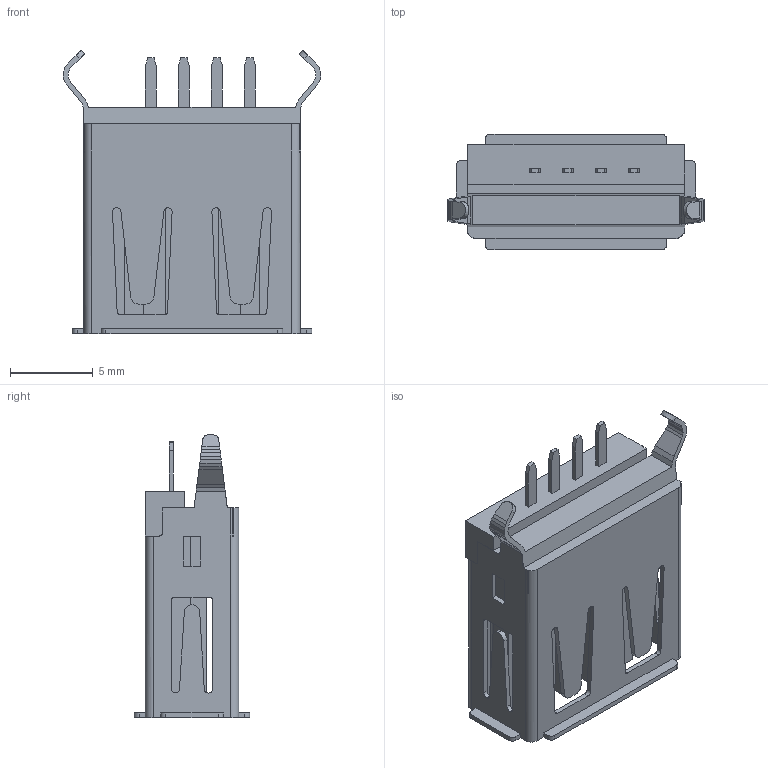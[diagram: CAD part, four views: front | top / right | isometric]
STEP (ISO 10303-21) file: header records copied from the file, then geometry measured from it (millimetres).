
FILE_DESCRIPTION(('STEP AP214'),'1');
FILE_NAME('xb-u221-041n-1wz17-sb.stp','2024-05-26T13:17:44',('TraceParts'),('TraceParts S.A.'),'Spatial InterOp 3D',' ',' ');
FILE_SCHEMA(('AUTOMOTIVE_DESIGN { 1 0 10303 214 1 1 1 1 }'));
Length unit declared in the file: millimetre
Products named in the file (1): xb-u221-041n-1wz17-sb
Bounding box: 15.6 x 6.99 x 17.16 mm (x, y, z)
Volume: 565.9 mm3; surface area: 1450.6 mm2
Topology: 1 solids, 1 shells, 794 faces, 2281 edges, 1519 vertices
Faces by surface type: plane 712, cylinder 79, cone 3
Entity records: 25785 total; most frequent: CARTESIAN_POINT 4769, ORIENTED_EDGE 4562, DIRECTION 4023, EDGE_CURVE 2281, LINE 2111, VECTOR 2111, VERTEX_POINT 1519, AXIS2_PLACEMENT_3D 956
